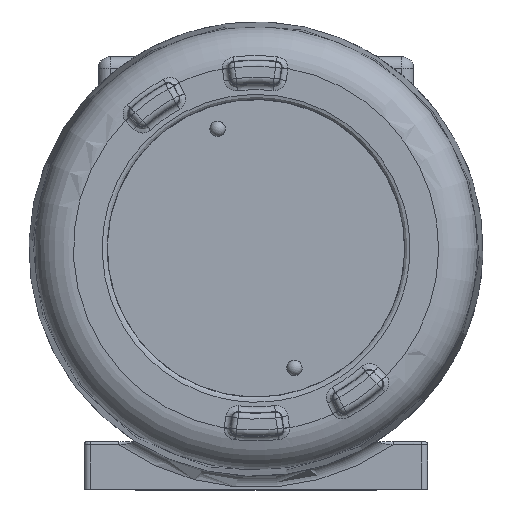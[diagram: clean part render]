
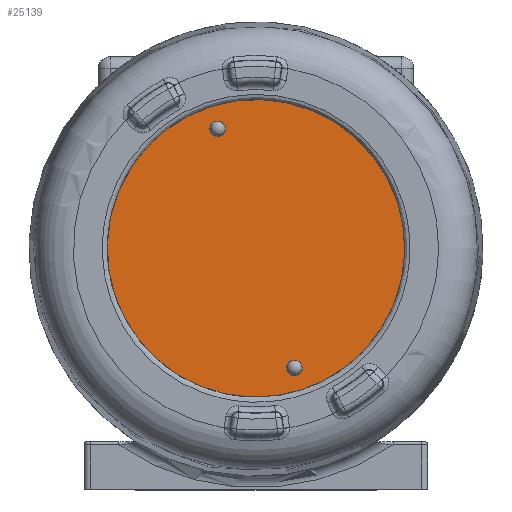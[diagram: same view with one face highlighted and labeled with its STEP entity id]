
A CAD part, top view. The second image highlights one B-rep face of the part: STEP entity #25139.
In plain terms, the highlighted face is planar.
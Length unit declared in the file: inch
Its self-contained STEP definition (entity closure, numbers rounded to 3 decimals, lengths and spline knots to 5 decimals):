
#25013=CARTESIAN_POINT('',(-0.047,-1.3125,-3.7188));
#25014=VERTEX_POINT('',#25013);
#25015=CARTESIAN_POINT('',(0.0,-1.3125,-3.7188));
#25016=DIRECTION('',(0.0,0.0,1.0));
#25017=DIRECTION('',(-1.0,0.0,0.0));
#25018=AXIS2_PLACEMENT_3D('',#25015,#25016,#25017);
#25019=CIRCLE('',#25018,0.047);
#25020=EDGE_CURVE('',#25014,#25014,#25019,.T.);
#25050=CARTESIAN_POINT('',(-0.047,1.3125,-3.7188));
#25051=VERTEX_POINT('',#25050);
#25052=CARTESIAN_POINT('',(0.0,1.3125,-3.7188));
#25053=DIRECTION('',(0.0,0.0,1.0));
#25054=DIRECTION('',(-1.0,0.0,0.0));
#25055=AXIS2_PLACEMENT_3D('',#25052,#25053,#25054);
#25056=CIRCLE('',#25055,0.047);
#25057=EDGE_CURVE('',#25051,#25051,#25056,.T.);
#25113=CARTESIAN_POINT('',(-1.55521,0.,-3.7188));
#25114=VERTEX_POINT('',#25113);
#25115=CARTESIAN_POINT('',(0.0,0.0,-3.7188));
#25116=DIRECTION('',(0.0,0.0,-1.0));
#25117=DIRECTION('',(1.0,0.0,0.0));
#25118=AXIS2_PLACEMENT_3D('',#25115,#25116,#25117);
#25119=CIRCLE('',#25118,1.55521);
#25120=EDGE_CURVE('',#25114,#25114,#25119,.T.);
#25125=CARTESIAN_POINT('',(0.0,0.0,-3.7188));
#25126=DIRECTION('',(0.0,0.0,1.0));
#25127=DIRECTION('',(1.0,0.0,0.0));
#25128=AXIS2_PLACEMENT_3D('',#25125,#25126,#25127);
#25129=PLANE('',#25128);
#25130=ORIENTED_EDGE('',*,*,#25120,.T.);
#25131=EDGE_LOOP('',(#25130));
#25132=FACE_OUTER_BOUND('',#25131,.T.);
#25133=ORIENTED_EDGE('',*,*,#25020,.T.);
#25134=EDGE_LOOP('',(#25133));
#25135=FACE_BOUND('',#25134,.T.);
#25136=ORIENTED_EDGE('',*,*,#25057,.T.);
#25137=EDGE_LOOP('',(#25136));
#25138=FACE_BOUND('',#25137,.T.);
#25139=ADVANCED_FACE('',(#25132,#25135,#25138),#25129,.F.);
